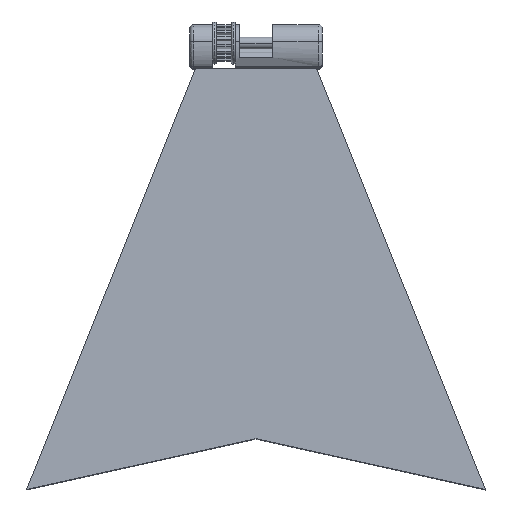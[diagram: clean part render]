
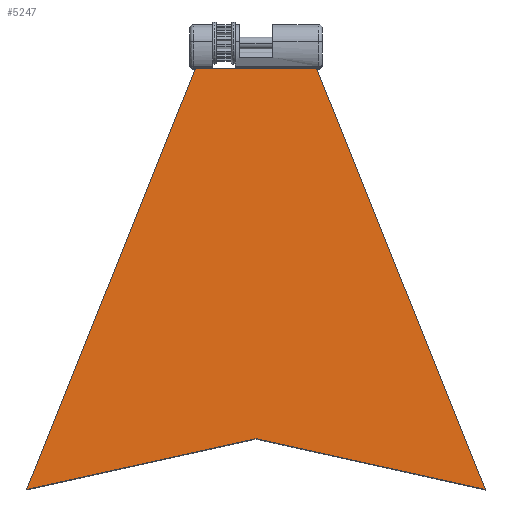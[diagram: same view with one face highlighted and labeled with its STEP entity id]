
A CAD part, left-side view. The second image highlights one B-rep face of the part: STEP entity #5247.
In plain terms, the highlighted planar face has unit normal (-0.998, 0, 0.07).
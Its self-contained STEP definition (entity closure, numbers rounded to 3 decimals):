
#5150=DIRECTION('',(-0.065,-0.371,-0.926));
#5151=VECTOR('',#5150,123.859);
#5152=CARTESIAN_POINT('',(76.015,-16.5,
-136.213));
#5153=LINE('',#5152,#5151);
#5154=DIRECTION('',(0.015,0.976,0.216));
#5155=VECTOR('',#5154,64.017);
#5156=CARTESIAN_POINT('',(67.993,-62.5,
-250.933));
#5157=LINE('',#5156,#5155);
#5158=DIRECTION('',(-0.015,0.976,-0.216));
#5159=VECTOR('',#5158,64.017);
#5160=CARTESIAN_POINT('',(68.96,0.,
-237.111));
#5161=LINE('',#5160,#5159);
#5162=DIRECTION('',(0.065,-0.371,0.926));
#5163=VECTOR('',#5162,123.859);
#5164=CARTESIAN_POINT('',(67.993,62.5,-250.933));
#5165=LINE('',#5164,#5163);
#5166=DIRECTION('',(0.,-1.,0.));
#5167=VECTOR('',#5166,33.);
#5168=CARTESIAN_POINT('',(76.015,16.5,-136.213));
#5169=LINE('',#5168,#5167);
#5210=CARTESIAN_POINT('',(76.015,-16.5,
-136.213));
#5211=CARTESIAN_POINT('',(67.993,-62.5,
-250.933));
#5212=VERTEX_POINT('',#5210);
#5213=VERTEX_POINT('',#5211);
#5214=CARTESIAN_POINT('',(67.993,62.5,-250.933));
#5215=CARTESIAN_POINT('',(76.015,16.5,-136.213));
#5216=VERTEX_POINT('',#5214);
#5217=VERTEX_POINT('',#5215);
#5226=CARTESIAN_POINT('',(68.96,0.,
-237.111));
#5227=VERTEX_POINT('',#5226);
#5230=CARTESIAN_POINT('',(76.015,0.,
-136.213));
#5231=DIRECTION('',(0.998,0.,-0.07));
#5232=DIRECTION('',(-0.07,0.,-0.998));
#5233=AXIS2_PLACEMENT_3D('',#5230,#5231,#5232);
#5234=PLANE('',#5233);
#5236=ORIENTED_EDGE('',*,*,#5235,.T.);
#5238=ORIENTED_EDGE('',*,*,#5237,.T.);
#5240=ORIENTED_EDGE('',*,*,#5239,.T.);
#5242=ORIENTED_EDGE('',*,*,#5241,.T.);
#5244=ORIENTED_EDGE('',*,*,#5243,.T.);
#5245=EDGE_LOOP('',(#5236,#5238,#5240,#5242,#5244));
#5246=FACE_OUTER_BOUND('',#5245,.F.);
#5247=ADVANCED_FACE('',(#5246),#5234,.F.);
#5235=EDGE_CURVE('',#5212,#5213,#5153,.T.);
#5237=EDGE_CURVE('',#5213,#5227,#5157,.T.);
#5239=EDGE_CURVE('',#5227,#5216,#5161,.T.);
#5241=EDGE_CURVE('',#5216,#5217,#5165,.T.);
#5243=EDGE_CURVE('',#5217,#5212,#5169,.T.);
